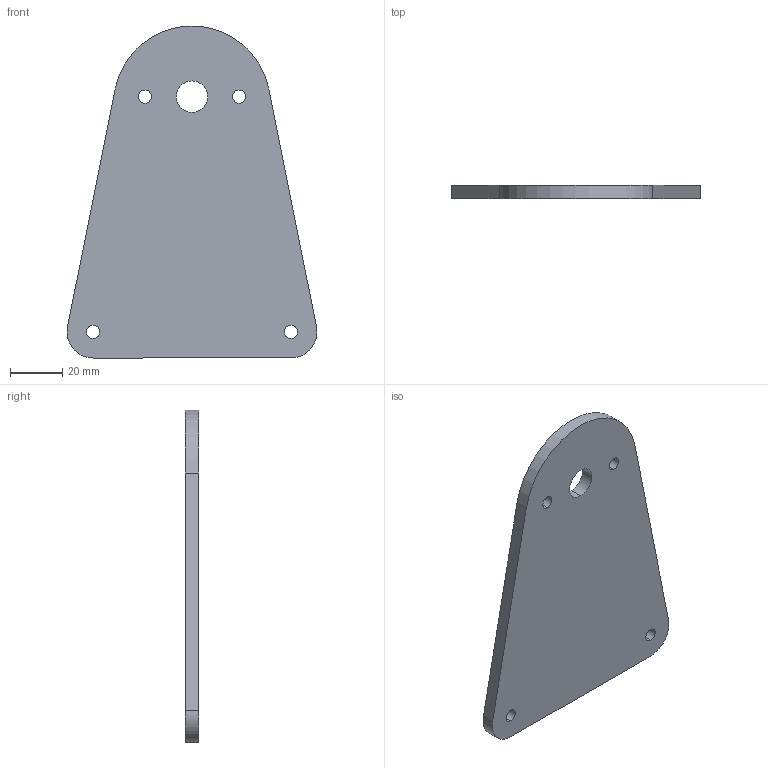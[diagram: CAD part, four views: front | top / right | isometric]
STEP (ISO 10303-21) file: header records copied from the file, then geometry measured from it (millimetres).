
FILE_DESCRIPTION (( 'STEP AP214' ), '1' );
FILE_NAME ('陬謫耜啣.STEP', '2023-09-20T04:37:42', ( '' ), ( '' ), 'SwSTEP 2.0', 'SolidWorks 2022', '' );
FILE_SCHEMA (( 'AUTOMOTIVE_DESIGN' ));
Length unit declared in the file: millimetre
Products named in the file (1): 车轮侧板
Bounding box: 95.59 x 5 x 127.03 mm (x, y, z)
Volume: 44886.4 mm3; surface area: 20351.6 mm2
Topology: 1 solids, 1 shells, 18 faces, 48 edges, 32 vertices
Faces by surface type: cylinder 13, plane 5
Entity records: 632 total; most frequent: DIRECTION 112, CARTESIAN_POINT 99, ORIENTED_EDGE 96, EDGE_CURVE 48, AXIS2_PLACEMENT_3D 45, VERTEX_POINT 32, EDGE_LOOP 28, CIRCLE 26
